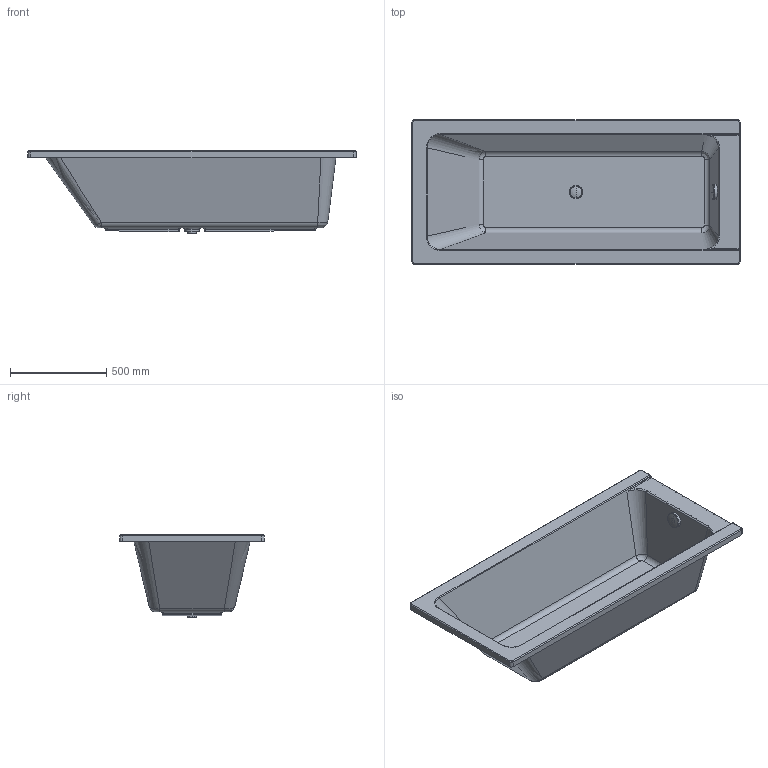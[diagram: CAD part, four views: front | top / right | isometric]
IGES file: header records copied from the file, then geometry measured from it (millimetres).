
Global section: file name: No Iges File Name specified; native system: Autodesk Inventor 2009; preprocessor: AutoDesk Inventor Iges Exporter R2009; author: Andreas; date: 20101211.193833; units: millimetre
Bounding box: 1700 x 750 x 427 mm (x, y, z)
Volume: 30346059.4 mm3; surface area: 4979780.4 mm2
Topology: 5 solids, 5 shells, 200 faces, 485 edges, 294 vertices
Faces by surface type: plane 53, bspline 46, cylinder 46, revolution 33, torus 18, sphere 2, cone 2
